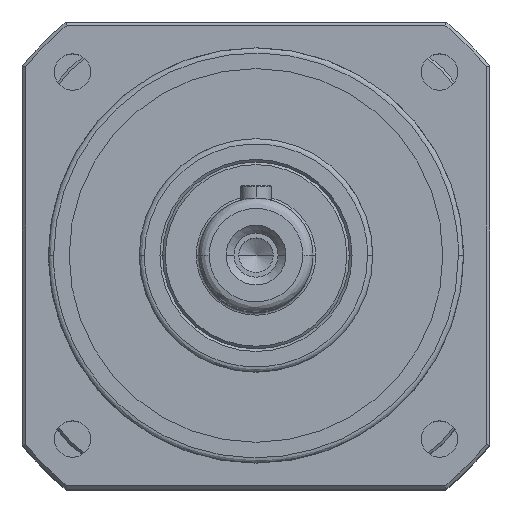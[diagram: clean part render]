
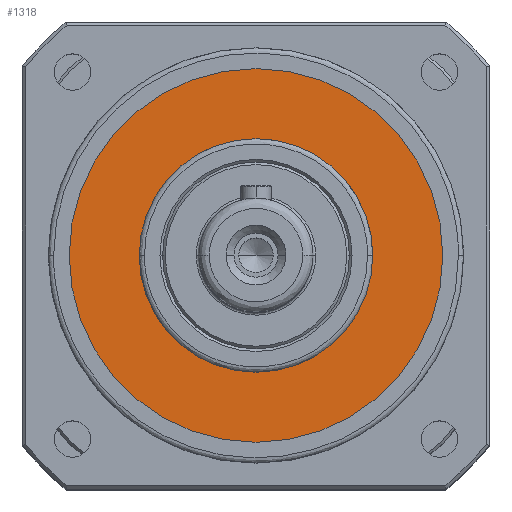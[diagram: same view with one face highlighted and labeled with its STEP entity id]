
A CAD part, top view. The second image highlights one B-rep face of the part: STEP entity #1318.
In plain terms, the highlighted planar face has unit normal (0, 0, 1).
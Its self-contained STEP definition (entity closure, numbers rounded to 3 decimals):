
#116 = EDGE_CURVE ( 'NONE', #8654, #10471, #11044, .T. ) ;
#324 = DIRECTION ( 'NONE',  ( -1., 0., 0. ) ) ;
#362 = DIRECTION ( 'NONE',  ( -1., 0., 0. ) ) ;
#397 = DIRECTION ( 'NONE',  ( 0., 0., -1. ) ) ;
#407 = CARTESIAN_POINT ( 'NONE',  ( 0., 0., 109.49 ) ) ;
#416 = ORIENTED_EDGE ( 'NONE', *, *, #14121, .T. ) ;
#593 = CIRCLE ( 'NONE', #13770, 36. ) ;
#1066 = VERTEX_POINT ( 'NONE', #3808 ) ;
#1318 = ADVANCED_FACE ( 'NONE', ( #13296, #7023 ), #12680, .T. ) ;
#1864 = CARTESIAN_POINT ( 'NONE',  ( 0., 0., 109.49 ) ) ;
#3085 = DIRECTION ( 'NONE',  ( -1., 0., 0. ) ) ;
#3554 = CARTESIAN_POINT ( 'NONE',  ( 0., 0., 109.49 ) ) ;
#3808 = CARTESIAN_POINT ( 'NONE',  ( 36., 0., 109.49 ) ) ;
#4372 = CARTESIAN_POINT ( 'NONE',  ( 22.5, 0., 109.49 ) ) ;
#4659 = ORIENTED_EDGE ( 'NONE', *, *, #14916, .T. ) ;
#4720 = DIRECTION ( 'NONE',  ( -1., 0., 0. ) ) ;
#4736 = AXIS2_PLACEMENT_3D ( 'NONE', #407, #397, #362 ) ;
#5084 = AXIS2_PLACEMENT_3D ( 'NONE', #3554, #11783, #4720 ) ;
#5381 = ORIENTED_EDGE ( 'NONE', *, *, #13730, .T. ) ;
#7023 = FACE_BOUND ( 'NONE', #15353, .T. ) ;
#7474 = DIRECTION ( 'NONE',  ( 0., 0., 1. ) ) ;
#8436 = CARTESIAN_POINT ( 'NONE',  ( -22.5, 0., 109.49 ) ) ;
#8654 = VERTEX_POINT ( 'NONE', #4372 ) ;
#9677 = AXIS2_PLACEMENT_3D ( 'NONE', #1864, #10188, #3085 ) ;
#10042 = AXIS2_PLACEMENT_3D ( 'NONE', #12420, #12407, #12362 ) ;
#10188 = DIRECTION ( 'NONE',  ( 0., 0., 1. ) ) ;
#10471 = VERTEX_POINT ( 'NONE', #8436 ) ;
#10474 = CIRCLE ( 'NONE', #9677, 36. ) ;
#11044 = CIRCLE ( 'NONE', #4736, 22.5 ) ;
#11783 = DIRECTION ( 'NONE',  ( 0., 0., -1. ) ) ;
#12178 = EDGE_LOOP ( 'NONE', ( #5381, #416 ) ) ;
#12362 = DIRECTION ( 'NONE',  ( 1., 0., 0. ) ) ;
#12407 = DIRECTION ( 'NONE',  ( 0., 0., 1. ) ) ;
#12420 = CARTESIAN_POINT ( 'NONE',  ( 0., 0., 109.49 ) ) ;
#12446 = CIRCLE ( 'NONE', #5084, 22.5 ) ;
#12680 = PLANE ( 'NONE',  #10042 ) ;
#12982 = CARTESIAN_POINT ( 'NONE',  ( -36., 0., 109.49 ) ) ;
#13296 = FACE_OUTER_BOUND ( 'NONE', #12178, .T. ) ;
#13730 = EDGE_CURVE ( 'NONE', #14921, #1066, #10474, .T. ) ;
#13770 = AXIS2_PLACEMENT_3D ( 'NONE', #14544, #7474, #324 ) ;
#14121 = EDGE_CURVE ( 'NONE', #1066, #14921, #593, .T. ) ;
#14544 = CARTESIAN_POINT ( 'NONE',  ( 0., 0., 109.49 ) ) ;
#14916 = EDGE_CURVE ( 'NONE', #10471, #8654, #12446, .T. ) ;
#14921 = VERTEX_POINT ( 'NONE', #12982 ) ;
#15353 = EDGE_LOOP ( 'NONE', ( #4659, #15414 ) ) ;
#15414 = ORIENTED_EDGE ( 'NONE', *, *, #116, .T. ) ;
